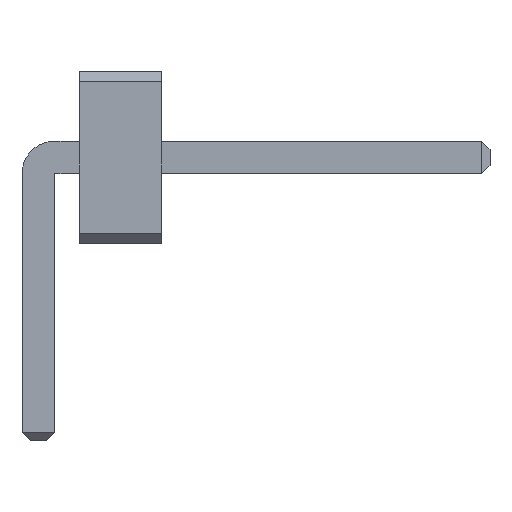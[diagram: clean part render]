
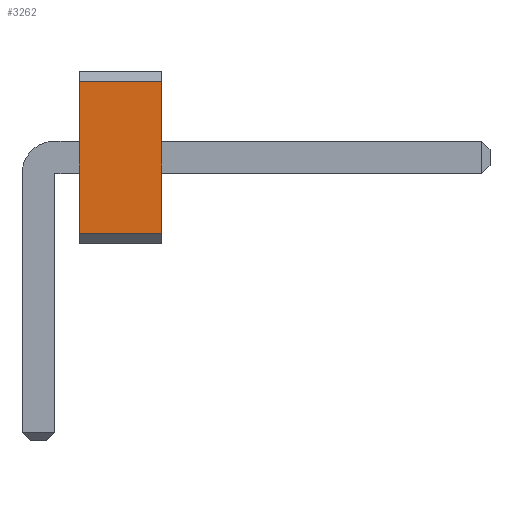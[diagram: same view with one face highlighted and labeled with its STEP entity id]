
A CAD part, front view. The second image highlights one B-rep face of the part: STEP entity #3262.
In plain terms, the highlighted planar face has unit normal (0, -1, 0).
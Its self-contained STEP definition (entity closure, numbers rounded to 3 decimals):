
#406 = VERTEX_POINT('',#407);
#407 = CARTESIAN_POINT('',(0.5,-14.605,1.973));
#413 = EDGE_CURVE('',#414,#406,#416,.T.);
#414 = VERTEX_POINT('',#415);
#415 = CARTESIAN_POINT('',(0.5,-14.605,0.127));
#416 = LINE('',#417,#418);
#417 = CARTESIAN_POINT('',(0.5,-14.605,0.127));
#418 = VECTOR('',#419,1.);
#419 = DIRECTION('',(0.,0.,1.));
#1391 = VERTEX_POINT('',#1392);
#1392 = CARTESIAN_POINT('',(1.5,-14.605,1.973));
#1398 = EDGE_CURVE('',#1399,#1391,#1401,.T.);
#1399 = VERTEX_POINT('',#1400);
#1400 = CARTESIAN_POINT('',(1.5,-14.605,0.127));
#1401 = LINE('',#1402,#1403);
#1402 = CARTESIAN_POINT('',(1.5,-14.605,0.127));
#1403 = VECTOR('',#1404,1.);
#1404 = DIRECTION('',(0.,0.,1.));
#3234 = EDGE_CURVE('',#414,#1399,#3235,.T.);
#3235 = LINE('',#3236,#3237);
#3236 = CARTESIAN_POINT('',(0.5,-14.605,0.127));
#3237 = VECTOR('',#3238,1.);
#3238 = DIRECTION('',(1.,0.,0.));
#3262 = ADVANCED_FACE('',(#3263),#3274,.T.);
#3263 = FACE_BOUND('',#3264,.T.);
#3264 = EDGE_LOOP('',(#3265,#3266,#3267,#3273));
#3265 = ORIENTED_EDGE('',*,*,#3234,.T.);
#3266 = ORIENTED_EDGE('',*,*,#1398,.T.);
#3267 = ORIENTED_EDGE('',*,*,#3268,.F.);
#3268 = EDGE_CURVE('',#406,#1391,#3269,.T.);
#3269 = LINE('',#3270,#3271);
#3270 = CARTESIAN_POINT('',(0.5,-14.605,1.973));
#3271 = VECTOR('',#3272,1.);
#3272 = DIRECTION('',(1.,0.,0.));
#3273 = ORIENTED_EDGE('',*,*,#413,.F.);
#3274 = PLANE('',#3275);
#3275 = AXIS2_PLACEMENT_3D('',#3276,#3277,#3278);
#3276 = CARTESIAN_POINT('',(0.5,-14.605,0.127));
#3277 = DIRECTION('',(0.,-1.,0.));
#3278 = DIRECTION('',(0.,0.,1.));
